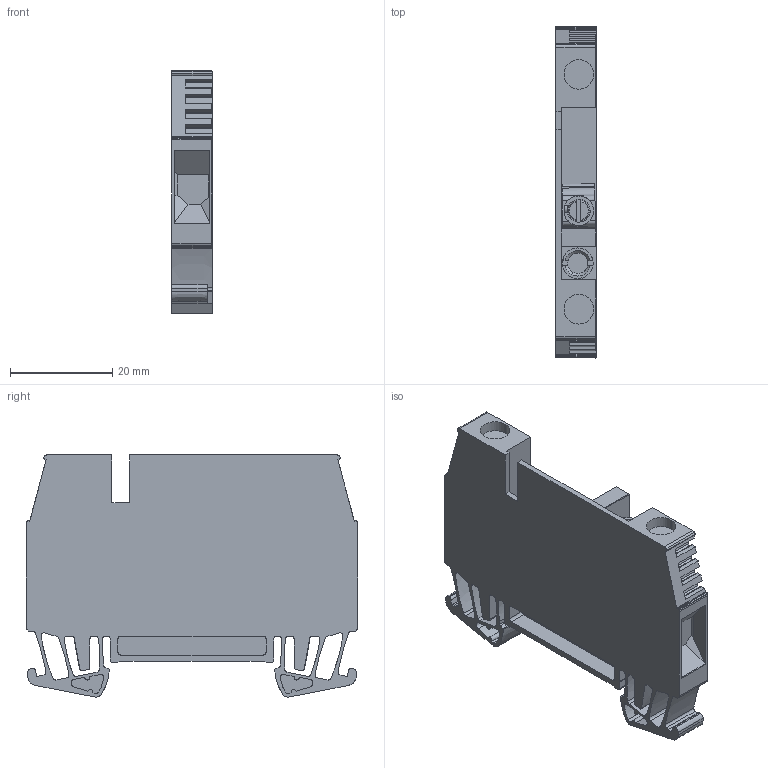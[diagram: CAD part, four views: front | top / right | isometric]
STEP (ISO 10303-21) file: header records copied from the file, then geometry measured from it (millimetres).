
FILE_DESCRIPTION(('CATIA V5R22 STEP214','CAx-IF Rec.Pracs.--- Model Styling and Organization---1.4--- 2014-01-23'),'2;1');
FILE_NAME ('D1446780_0', '2020-05-28T06:05:04+00:00', ('Weidmueller Interface'), ('Weidmueller'), 'CATIA Version 5-6 Release 2016 SP3 HF44', 'CATIA V5 STEP AP214', 'none');
FILE_SCHEMA(('AUTOMOTIVE_DESIGN { 1 0 10303 214 1 1 1 1 }'));
Length unit declared in the file: millimetre
Products named in the file (1): WTQ 6/1/STB
Bounding box: 7.9 x 65 x 47.45 mm (x, y, z)
Volume: 15090.1 mm3; surface area: 10825.1 mm2
Topology: 5 solids, 5 shells, 488 faces, 1409 edges, 941 vertices
Faces by surface type: plane 336, extrusion 84, cylinder 56, torus 8, cone 4
Entity records: 16598 total; most frequent: CARTESIAN_POINT 4591, ORIENTED_EDGE 2818, DIRECTION 1848, EDGE_CURVE 1409, VECTOR 1045, LINE 961, VERTEX_POINT 941, EDGE_LOOP 508
